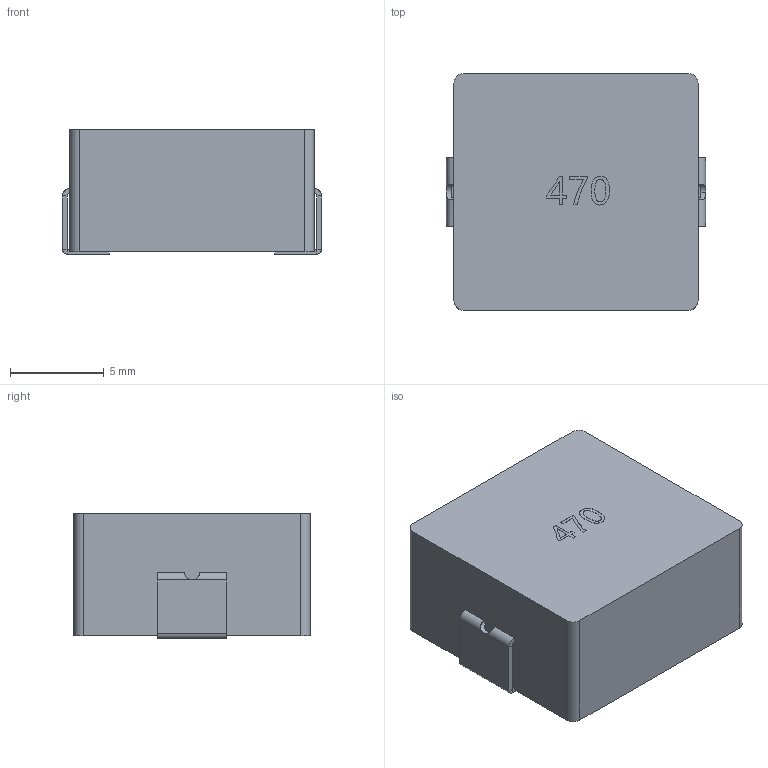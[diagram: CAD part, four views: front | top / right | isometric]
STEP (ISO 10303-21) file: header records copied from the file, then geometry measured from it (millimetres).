
FILE_DESCRIPTION (( 'STEP AP214' ), '1' );
FILE_NAME ('IND-SMD_L13.8-W12.6-H6.5.step', '2022-07-08T23:43:02', ( '' ), ( '' ), 'SwSTEP 2.0', 'SolidWorks 2020', '' );
FILE_SCHEMA (( 'AUTOMOTIVE_DESIGN' ));
Length unit declared in the file: millimetre
Products named in the file (1): IND-SMD_L13.8-W12.6-H6.5
Bounding box: 13.8 x 12.6 x 6.62 mm (x, y, z)
Volume: 1071.6 mm3; surface area: 712.5 mm2
Topology: 1 solids, 1 shells, 374 faces, 1005 edges, 660 vertices
Faces by surface type: plane 233, bspline 124, cylinder 17
Entity records: 17701 total; most frequent: CARTESIAN_POINT 5036, ORIENTED_EDGE 2010, DIRECTION 1271, EDGE_CURVE 1005, LINE 721, VECTOR 721, VERTEX_POINT 660, EDGE_LOOP 409
